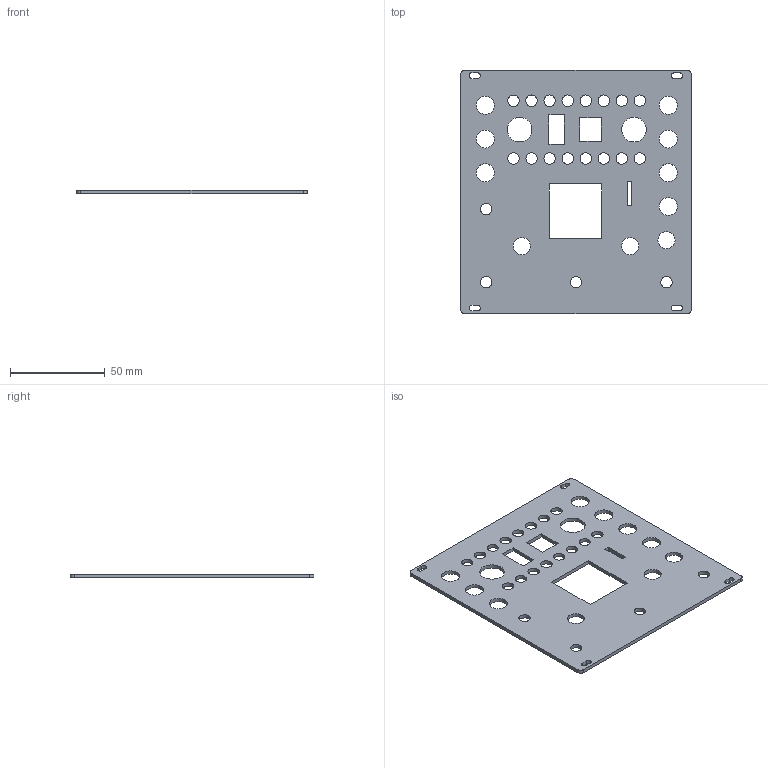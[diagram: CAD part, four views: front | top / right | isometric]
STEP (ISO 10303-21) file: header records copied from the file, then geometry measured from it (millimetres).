
FILE_DESCRIPTION(('FreeCAD Model'),'2;1');
FILE_NAME( 'Panel.step', '2019-11-02T13:20:15',(''),(''),'Open CASCADE STEP processor 7.3', 'FreeCAD','Unknown');
FILE_SCHEMA(('AUTOMOTIVE_DESIGN { 1 0 10303 214 1 1 1 1 }'));
Length unit declared in the file: millimetre
Products named in the file (1): Fillet
Bounding box: 121.56 x 128.5 x 2 mm (x, y, z)
Volume: 25872.7 mm3; surface area: 28969.4 mm2
Topology: 1 solids, 1 shells, 74 faces, 216 edges, 144 vertices
Faces by surface type: cylinder 44, plane 30
Full cylindrical faces by diameter (mm): 6 x20, 9 x3, 9.5 x7, 13 x2
Entity records: 2741 total; most frequent: DIRECTION 454, CARTESIAN_POINT 435, ORIENTED_EDGE 432, EDGE_CURVE 216, AXIS2_PLACEMENT_3D 163, FACE_BOUND 154, EDGE_LOOP 154, VERTEX_POINT 144
